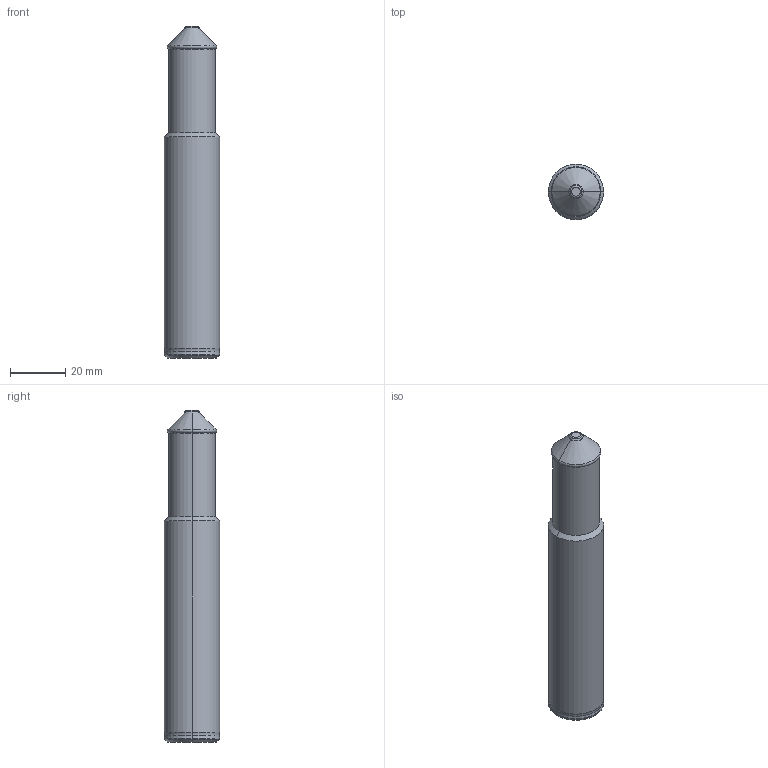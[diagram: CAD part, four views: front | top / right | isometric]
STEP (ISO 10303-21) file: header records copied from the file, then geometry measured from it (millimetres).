
FILE_DESCRIPTION (( 'STEP AP214' ), '1' );
FILE_NAME ('99616-18.STEP', '2017-01-03T10:54:45', ( 'User' ), ( 'GENUINE' ), 'SwSTEP 2.0', 'SolidWorks 2012', '' );
FILE_SCHEMA (( 'AUTOMOTIVE_DESIGN' ));
Length unit declared in the file: millimetre
Products named in the file (1): 99616-18
Bounding box: 20 x 20 x 120 mm (x, y, z)
Volume: 33383.8 mm3; surface area: 7465.2 mm2
Topology: 1 solids, 1 shells, 28 faces, 54 edges, 28 vertices
Faces by surface type: cone 10, torus 8, cylinder 8, plane 2
Entity records: 879 total; most frequent: DIRECTION 148, CARTESIAN_POINT 111, ORIENTED_EDGE 108, AXIS2_PLACEMENT_3D 65, EDGE_CURVE 54, CIRCLE 36, VERTEX_POINT 28, EDGE_LOOP 28
